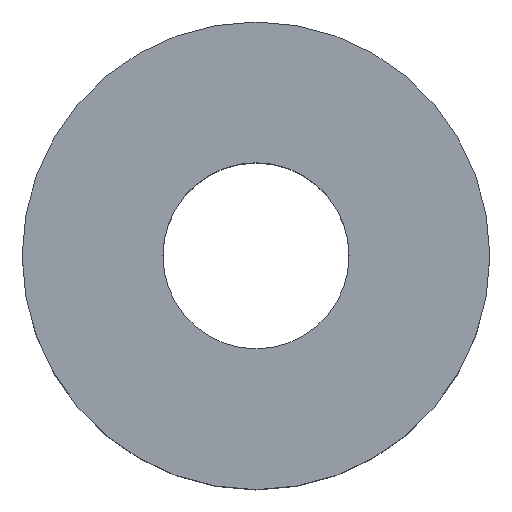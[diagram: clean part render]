
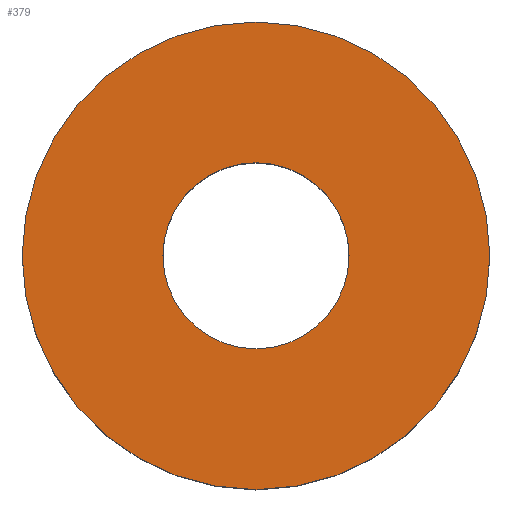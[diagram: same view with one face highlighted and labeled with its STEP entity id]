
A CAD part, top view. The second image highlights one B-rep face of the part: STEP entity #379.
In plain terms, the highlighted planar face has unit normal (0, 0, 1).
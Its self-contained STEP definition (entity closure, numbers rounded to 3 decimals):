
#17 = DIRECTION ( 'NONE',  ( 0., 0., 1. ) ) ;
#24 = CARTESIAN_POINT ( 'NONE',  ( -1.59, 0., 3.5 ) ) ;
#30 = CIRCLE ( 'NONE', #375, 3.995 ) ;
#34 = CIRCLE ( 'NONE', #69, 1.59 ) ;
#43 = VERTEX_POINT ( 'NONE', #92 ) ;
#46 = DIRECTION ( 'NONE',  ( 0., 0., 1. ) ) ;
#68 = AXIS2_PLACEMENT_3D ( 'NONE', #273, #17, #163 ) ;
#69 = AXIS2_PLACEMENT_3D ( 'NONE', #397, #46, #129 ) ;
#75 = DIRECTION ( 'NONE',  ( 1., 0., 0. ) ) ;
#92 = CARTESIAN_POINT ( 'NONE',  ( 3.995, 0., 3.5 ) ) ;
#96 = VERTEX_POINT ( 'NONE', #24 ) ;
#111 = EDGE_CURVE ( 'NONE', #96, #383, #371, .T. ) ;
#124 = DIRECTION ( 'NONE',  ( 0., 0., 1. ) ) ;
#129 = DIRECTION ( 'NONE',  ( 1., 0., 0. ) ) ;
#140 = VERTEX_POINT ( 'NONE', #365 ) ;
#151 = PLANE ( 'NONE',  #158 ) ;
#158 = AXIS2_PLACEMENT_3D ( 'NONE', #192, #257, #75 ) ;
#161 = CARTESIAN_POINT ( 'NONE',  ( 0., 0., 3.5 ) ) ;
#163 = DIRECTION ( 'NONE',  ( 1., 0., 0. ) ) ;
#179 = AXIS2_PLACEMENT_3D ( 'NONE', #161, #204, #296 ) ;
#180 = ORIENTED_EDGE ( 'NONE', *, *, #111, .F. ) ;
#192 = CARTESIAN_POINT ( 'NONE',  ( 0., 0., 3.5 ) ) ;
#198 = EDGE_LOOP ( 'NONE', ( #278, #275 ) ) ;
#204 = DIRECTION ( 'NONE',  ( 0., 0., 1. ) ) ;
#226 = CARTESIAN_POINT ( 'NONE',  ( 1.59, 0., 3.5 ) ) ;
#231 = EDGE_CURVE ( 'NONE', #383, #96, #34, .T. ) ;
#241 = EDGE_CURVE ( 'NONE', #140, #43, #30, .T. ) ;
#257 = DIRECTION ( 'NONE',  ( 0., 0., 1. ) ) ;
#273 = CARTESIAN_POINT ( 'NONE',  ( 0., 0., 3.5 ) ) ;
#275 = ORIENTED_EDGE ( 'NONE', *, *, #284, .T. ) ;
#278 = ORIENTED_EDGE ( 'NONE', *, *, #241, .T. ) ;
#284 = EDGE_CURVE ( 'NONE', #43, #140, #387, .T. ) ;
#287 = FACE_BOUND ( 'NONE', #298, .T. ) ;
#292 = CARTESIAN_POINT ( 'NONE',  ( 0., 0., 3.5 ) ) ;
#296 = DIRECTION ( 'NONE',  ( 1., 0., 0. ) ) ;
#298 = EDGE_LOOP ( 'NONE', ( #180, #445 ) ) ;
#321 = FACE_OUTER_BOUND ( 'NONE', #198, .T. ) ;
#332 = DIRECTION ( 'NONE',  ( 1., 0., 0. ) ) ;
#365 = CARTESIAN_POINT ( 'NONE',  ( -3.995, 0., 3.5 ) ) ;
#371 = CIRCLE ( 'NONE', #68, 1.59 ) ;
#375 = AXIS2_PLACEMENT_3D ( 'NONE', #292, #124, #332 ) ;
#379 = ADVANCED_FACE ( 'NONE', ( #321, #287 ), #151, .T. ) ;
#383 = VERTEX_POINT ( 'NONE', #226 ) ;
#387 = CIRCLE ( 'NONE', #179, 3.995 ) ;
#397 = CARTESIAN_POINT ( 'NONE',  ( 0., 0., 3.5 ) ) ;
#445 = ORIENTED_EDGE ( 'NONE', *, *, #231, .F. ) ;
